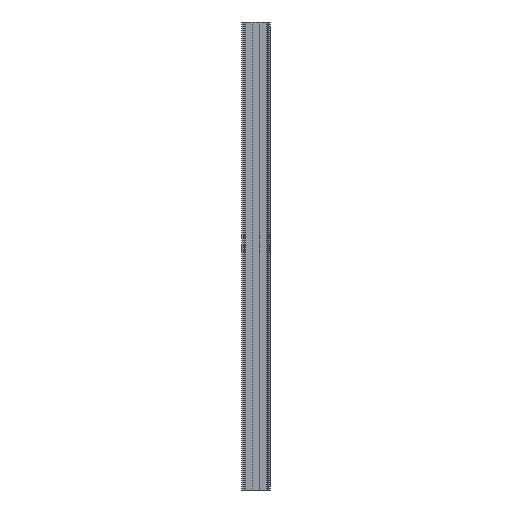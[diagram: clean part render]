
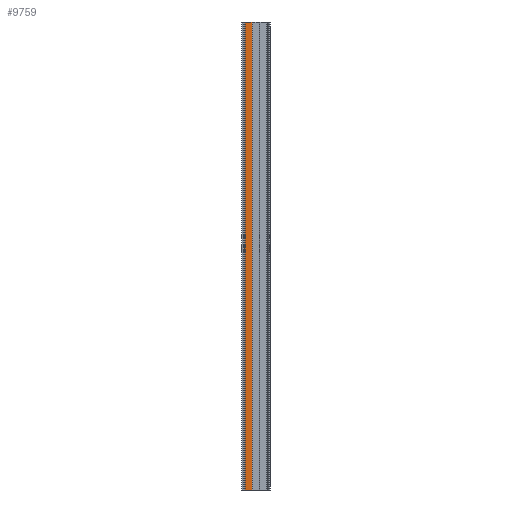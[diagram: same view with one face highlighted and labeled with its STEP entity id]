
A CAD part, left-side view. The second image highlights one B-rep face of the part: STEP entity #9759.
In plain terms, the highlighted planar face has unit normal (-1, 0, 0).
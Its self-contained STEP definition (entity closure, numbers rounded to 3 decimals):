
#91 = LINE ( 'NONE', #13946, #16418 ) ;
#367 = VECTOR ( 'NONE', #18013, 1000. ) ;
#398 = LINE ( 'NONE', #11016, #4225 ) ;
#2266 = LINE ( 'NONE', #11570, #10736 ) ;
#3099 = LINE ( 'NONE', #16329, #367 ) ;
#3160 = CARTESIAN_POINT ( 'NONE',  ( -22.5, 13.086, 132. ) ) ;
#3524 = FACE_OUTER_BOUND ( 'NONE', #10452, .T. ) ;
#4225 = VECTOR ( 'NONE', #12830, 1000. ) ;
#4367 = AXIS2_PLACEMENT_3D ( 'NONE', #17499, #8750, #22524 ) ;
#4477 = EDGE_CURVE ( 'NONE', #12959, #20093, #3099, .T. ) ;
#5759 = VERTEX_POINT ( 'NONE', #8723 ) ;
#8723 = CARTESIAN_POINT ( 'NONE',  ( -22.5, 9.6, 132. ) ) ;
#8750 = DIRECTION ( 'NONE',  ( 1., 0., 0. ) ) ;
#9077 = ORIENTED_EDGE ( 'NONE', *, *, #19828, .F. ) ;
#9759 = ADVANCED_FACE ( 'NONE', ( #3524 ), #14154, .F. ) ;
#10452 = EDGE_LOOP ( 'NONE', ( #14697, #19609, #9077, #17597 ) ) ;
#10736 = VECTOR ( 'NONE', #16733, 1000. ) ;
#11016 = CARTESIAN_POINT ( 'NONE',  ( -22.5, 9.6, 16. ) ) ;
#11570 = CARTESIAN_POINT ( 'NONE',  ( -22.5, 9.1, -116. ) ) ;
#12803 = EDGE_CURVE ( 'NONE', #15712, #5759, #398, .T. ) ;
#12830 = DIRECTION ( 'NONE',  ( 0., 0., 1. ) ) ;
#12959 = VERTEX_POINT ( 'NONE', #3160 ) ;
#13946 = CARTESIAN_POINT ( 'NONE',  ( -22.5, 14.293, 132. ) ) ;
#14154 = PLANE ( 'NONE',  #4367 ) ;
#14697 = ORIENTED_EDGE ( 'NONE', *, *, #19583, .F. ) ;
#15712 = VERTEX_POINT ( 'NONE', #15743 ) ;
#15743 = CARTESIAN_POINT ( 'NONE',  ( -22.5, 9.6, -116. ) ) ;
#16329 = CARTESIAN_POINT ( 'NONE',  ( -22.5, 13.086, 16. ) ) ;
#16418 = VECTOR ( 'NONE', #17273, 1000. ) ;
#16733 = DIRECTION ( 'NONE',  ( 0., 1., 0. ) ) ;
#17273 = DIRECTION ( 'NONE',  ( 0., -1., 0. ) ) ;
#17499 = CARTESIAN_POINT ( 'NONE',  ( -22.5, 15., 16. ) ) ;
#17597 = ORIENTED_EDGE ( 'NONE', *, *, #4477, .T. ) ;
#18013 = DIRECTION ( 'NONE',  ( 0., 0., -1. ) ) ;
#19583 = EDGE_CURVE ( 'NONE', #15712, #20093, #2266, .T. ) ;
#19609 = ORIENTED_EDGE ( 'NONE', *, *, #12803, .T. ) ;
#19828 = EDGE_CURVE ( 'NONE', #12959, #5759, #91, .T. ) ;
#20093 = VERTEX_POINT ( 'NONE', #21455 ) ;
#21455 = CARTESIAN_POINT ( 'NONE',  ( -22.5, 13.086, -116. ) ) ;
#22524 = DIRECTION ( 'NONE',  ( 0., 1., 0. ) ) ;
